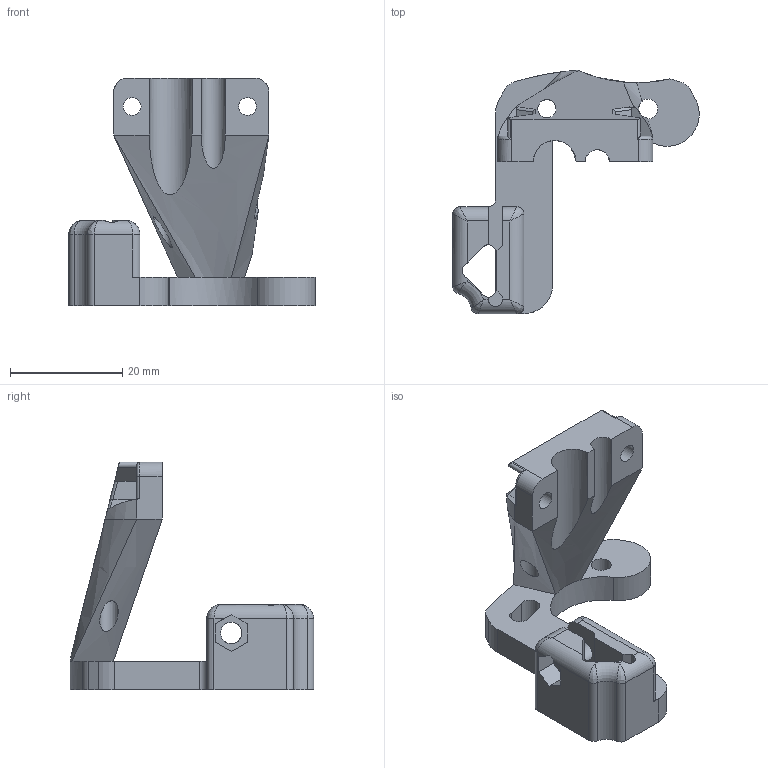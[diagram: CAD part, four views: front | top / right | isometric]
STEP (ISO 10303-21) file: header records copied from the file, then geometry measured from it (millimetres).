
FILE_DESCRIPTION(/* description */ ('Alibre Inc.'),/* implementation_level */ '2;1');
FILE_NAME(/* name */ 'export-DF7A11A3-BA02-4CFB-8502-39E922E91049',/* time_stamp */ '2020-09-01T21:02:46-07:00',/* author */ (''),/* organization */ (''),/* preprocessor_version */ 'ST-DEVELOPER v17',/* originating_system */ 'Alibre',/* authorisation */ '');
FILE_SCHEMA (('AUTOMOTIVE_DESIGN'));
Length unit declared in the file: millimetre
Bounding box: 43.94 x 43.4 x 40.64 mm (x, y, z)
Volume: 10472.3 mm3; surface area: 6268.2 mm2
Topology: 1 solids, 1 shells, 118 faces, 329 edges, 207 vertices
Faces by surface type: plane 53, cylinder 51, bspline 11, torus 3
Full cylindrical faces by diameter (mm): 3.175 x2, 3.302 x1, 3.556 x1, 3.81 x2
Entity records: 4396 total; most frequent: CARTESIAN_POINT 1494, ORIENTED_EDGE 632, DIRECTION 528, EDGE_CURVE 316, VERTEX_POINT 205, AXIS2_PLACEMENT_3D 201, VECTOR 176, LINE 176
